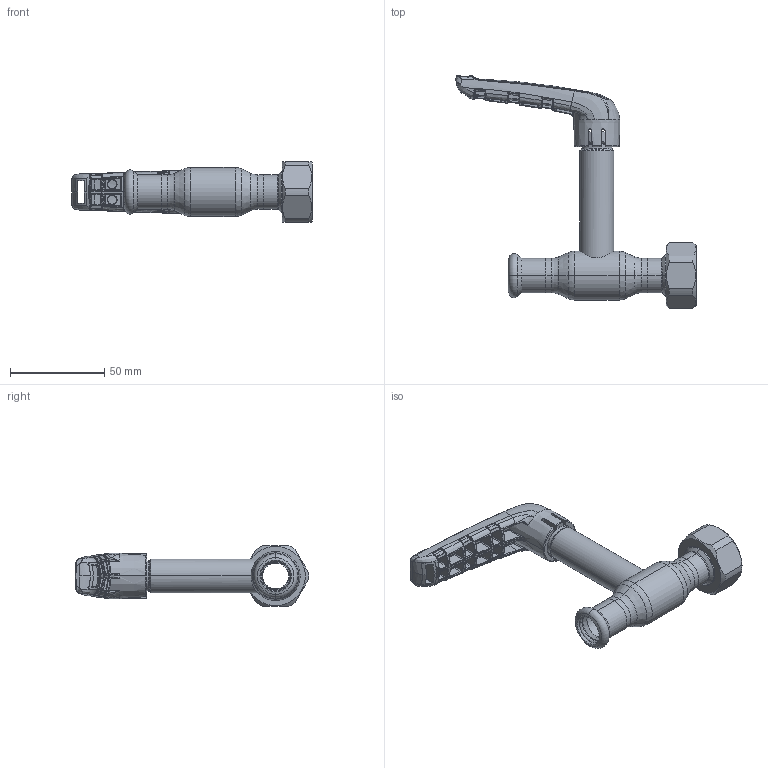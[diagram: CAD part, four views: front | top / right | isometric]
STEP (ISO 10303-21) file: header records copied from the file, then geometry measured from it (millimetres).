
FILE_DESCRIPTION (( 'STEP AP214' ), '1' );
FILE_NAME ('1010001411-xxxx.step', '2019-05-09T09:36:39', ( '' ), ( '' ), 'SwSTEP 2.0', 'SolidWorks 2017', '' );
FILE_SCHEMA (( 'AUTOMOTIVE_DESIGN' ));
Length unit declared in the file: millimetre
Products named in the file (1): 1010001411-xxxx
Bounding box: 127.48 x 123.67 x 32 mm (x, y, z)
Surface area: 25605.3 mm2 (no closed solid volume)
Topology: 0 solids, 12 shells, 797 faces, 2466 edges, 1557 vertices
Faces by surface type: bspline 633, cylinder 52, plane 52, cone 37, torus 21, sphere 2
Entity records: 67873 total; most frequent: CARTESIAN_POINT 43218, ORIENTED_EDGE 4101, EDGE_CURVE 2432, B_SPLINE_CURVE_WITH_KNOTS 1672, DIRECTION 1655, VERTEX_POINT 1553, EDGE_LOOP 820, UNCERTAINTY_MEASURE_WITH_UNIT 799
